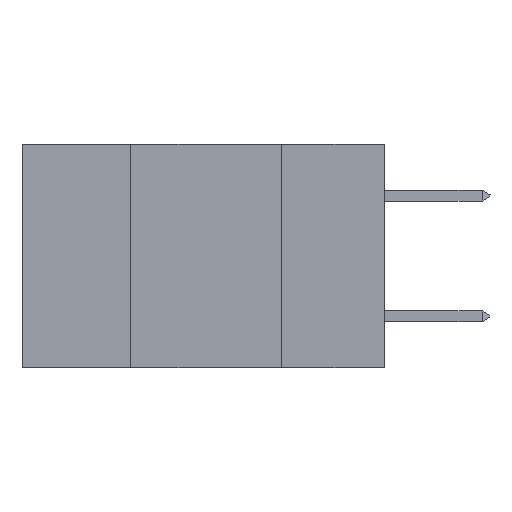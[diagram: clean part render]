
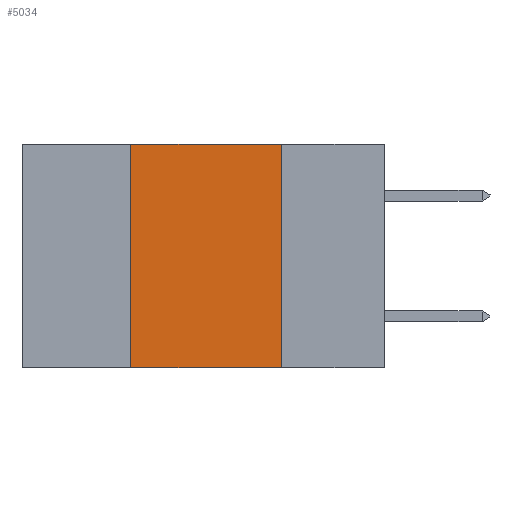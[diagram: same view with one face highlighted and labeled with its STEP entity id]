
A CAD part, left-side view. The second image highlights one B-rep face of the part: STEP entity #5034.
In plain terms, the highlighted planar face has unit normal (-1, 0, 0).
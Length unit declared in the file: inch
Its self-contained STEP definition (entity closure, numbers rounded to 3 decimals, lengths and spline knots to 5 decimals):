
#1984 = CARTESIAN_POINT ( 'NONE',  ( 0., 0.17, 0. ) ) ;
#2408 = CARTESIAN_POINT ( 'NONE',  ( 0., 0.42, 0. ) ) ;
#4470 = VECTOR ( 'NONE', #20488, 39.37008 ) ;
#4487 = CARTESIAN_POINT ( 'NONE',  ( 0., 0.6, 0. ) ) ;
#4891 = VECTOR ( 'NONE', #11708, 39.37008 ) ;
#5034 = ADVANCED_FACE ( 'NONE', ( #10877 ), #20122, .F. ) ;
#5934 = CARTESIAN_POINT ( 'NONE',  ( 0., 0.6, -0.37 ) ) ;
#6964 = ORIENTED_EDGE ( 'NONE', *, *, #17321, .T. ) ;
#7086 = CARTESIAN_POINT ( 'NONE',  ( 0., 0.42, -0.37 ) ) ;
#7652 = CARTESIAN_POINT ( 'NONE',  ( 0., 0.17, 0. ) ) ;
#7787 = CARTESIAN_POINT ( 'NONE',  ( 0., 0.17, -0.37 ) ) ;
#8196 = DIRECTION ( 'NONE',  ( 1., 0., 0. ) ) ;
#10582 = LINE ( 'NONE', #4487, #4470 ) ;
#10877 = FACE_OUTER_BOUND ( 'NONE', #12922, .T. ) ;
#11260 = EDGE_CURVE ( 'NONE', #25120, #25919, #14056, .T. ) ;
#11708 = DIRECTION ( 'NONE',  ( 0., 0., 1. ) ) ;
#12778 = VECTOR ( 'NONE', #23981, 39.37008 ) ;
#12922 = EDGE_LOOP ( 'NONE', ( #25403, #16573, #25744, #6964 ) ) ;
#13219 = VECTOR ( 'NONE', #21959, 39.37008 ) ;
#14056 = LINE ( 'NONE', #1984, #12778 ) ;
#15438 = LINE ( 'NONE', #23848, #4891 ) ;
#16573 = ORIENTED_EDGE ( 'NONE', *, *, #20143, .F. ) ;
#17321 = EDGE_CURVE ( 'NONE', #18905, #25919, #17940, .T. ) ;
#17466 = VERTEX_POINT ( 'NONE', #2408 ) ;
#17940 = LINE ( 'NONE', #5934, #13219 ) ;
#18905 = VERTEX_POINT ( 'NONE', #7086 ) ;
#19120 = AXIS2_PLACEMENT_3D ( 'NONE', #20209, #8196, #22250 ) ;
#20122 = PLANE ( 'NONE',  #19120 ) ;
#20143 = EDGE_CURVE ( 'NONE', #17466, #25120, #10582, .T. ) ;
#20209 = CARTESIAN_POINT ( 'NONE',  ( 0., 0.6, 0. ) ) ;
#20488 = DIRECTION ( 'NONE',  ( 0., -1., 0. ) ) ;
#21959 = DIRECTION ( 'NONE',  ( 0., -1., 0. ) ) ;
#22250 = DIRECTION ( 'NONE',  ( 0., 0., -1. ) ) ;
#23848 = CARTESIAN_POINT ( 'NONE',  ( 0., 0.42, 0. ) ) ;
#23981 = DIRECTION ( 'NONE',  ( 0., 0., -1. ) ) ;
#24459 = EDGE_CURVE ( 'NONE', #18905, #17466, #15438, .T. ) ;
#25120 = VERTEX_POINT ( 'NONE', #7652 ) ;
#25403 = ORIENTED_EDGE ( 'NONE', *, *, #11260, .F. ) ;
#25744 = ORIENTED_EDGE ( 'NONE', *, *, #24459, .F. ) ;
#25919 = VERTEX_POINT ( 'NONE', #7787 ) ;
